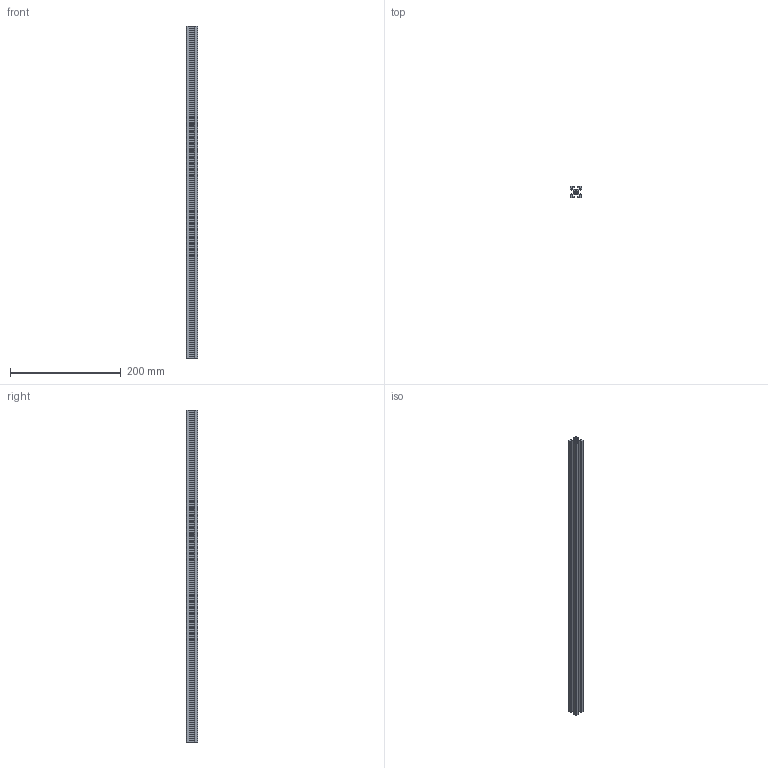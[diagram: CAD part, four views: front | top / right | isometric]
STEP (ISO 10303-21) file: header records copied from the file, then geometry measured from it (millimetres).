
FILE_DESCRIPTION (( 'STEP AP214' ), '1' );
FILE_NAME ('V-SLOT_600.STEP', '2016-04-27T03:48:40', ( 'coeadmin' ), ( '' ), 'SwSTEP 2.0', 'SolidWorks 2015', '' );
FILE_SCHEMA (( 'AUTOMOTIVE_DESIGN' ));
Length unit declared in the file: millimetre
Products named in the file (1): V-SLOT_600
Bounding box: 20 x 20 x 600 mm (x, y, z)
Volume: 102841.8 mm3; surface area: 96669.8 mm2
Topology: 1 solids, 1 shells, 72 faces, 210 edges, 140 vertices
Faces by surface type: plane 66, cylinder 6
Entity records: 2384 total; most frequent: CARTESIAN_POINT 423, ORIENTED_EDGE 420, DIRECTION 368, EDGE_CURVE 210, VECTOR 198, LINE 198, VERTEX_POINT 140, AXIS2_PLACEMENT_3D 85
